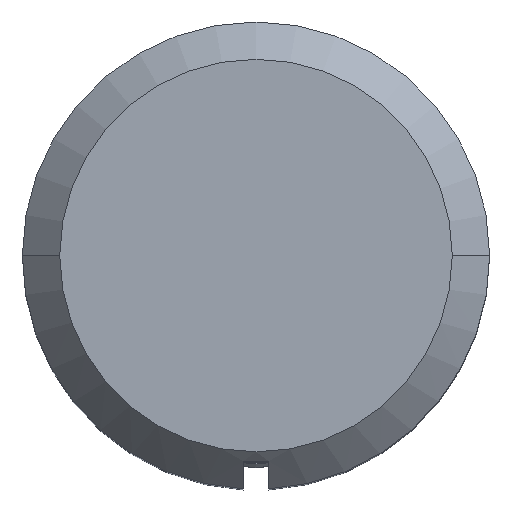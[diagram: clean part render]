
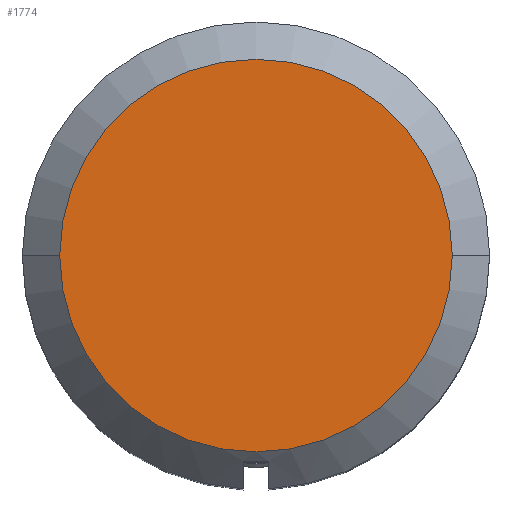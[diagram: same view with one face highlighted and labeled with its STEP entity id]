
A CAD part, top view. The second image highlights one B-rep face of the part: STEP entity #1774.
In plain terms, the highlighted planar face has unit normal (0, 0, 1).
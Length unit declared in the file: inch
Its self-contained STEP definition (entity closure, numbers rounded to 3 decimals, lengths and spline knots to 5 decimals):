
#227 = DIRECTION ( 'NONE',  ( 1., 0., 0. ) ) ;
#327 = ORIENTED_EDGE ( 'NONE', *, *, #931, .T. ) ;
#600 = DIRECTION ( 'NONE',  ( 0., 0., 1. ) ) ;
#654 = DIRECTION ( 'NONE',  ( 0., 0., 1. ) ) ;
#931 = EDGE_CURVE ( 'NONE', #2868, #2922, #3880, .T. ) ;
#1321 = ORIENTED_EDGE ( 'NONE', *, *, #2943, .T. ) ;
#1345 = CARTESIAN_POINT ( 'NONE',  ( 0.08049, 1.65727, 3.55678 ) ) ;
#1423 = PLANE ( 'NONE',  #2857 ) ;
#1547 = CIRCLE ( 'NONE', #3831, 0.525 ) ;
#1548 = CARTESIAN_POINT ( 'NONE',  ( 1.13049, 1.65727, 3.55678 ) ) ;
#1638 = DIRECTION ( 'NONE',  ( 1., 0., 0. ) ) ;
#1774 = ADVANCED_FACE ( 'NONE', ( #2619 ), #1423, .T. ) ;
#2024 = CARTESIAN_POINT ( 'NONE',  ( 1.23049, 1.65727, 3.55678 ) ) ;
#2136 = AXIS2_PLACEMENT_3D ( 'NONE', #2180, #600, #227 ) ;
#2180 = CARTESIAN_POINT ( 'NONE',  ( 0.60549, 1.65727, 3.55678 ) ) ;
#2619 = FACE_OUTER_BOUND ( 'NONE', #3854, .T. ) ;
#2673 = DIRECTION ( 'NONE',  ( 0., 0., 1. ) ) ;
#2857 = AXIS2_PLACEMENT_3D ( 'NONE', #2024, #2673, #3235 ) ;
#2868 = VERTEX_POINT ( 'NONE', #1548 ) ;
#2922 = VERTEX_POINT ( 'NONE', #1345 ) ;
#2943 = EDGE_CURVE ( 'NONE', #2922, #2868, #1547, .T. ) ;
#3235 = DIRECTION ( 'NONE',  ( 1., 0., 0. ) ) ;
#3466 = CARTESIAN_POINT ( 'NONE',  ( 0.60549, 1.65727, 3.55678 ) ) ;
#3831 = AXIS2_PLACEMENT_3D ( 'NONE', #3466, #654, #1638 ) ;
#3854 = EDGE_LOOP ( 'NONE', ( #1321, #327 ) ) ;
#3880 = CIRCLE ( 'NONE', #2136, 0.525 ) ;
